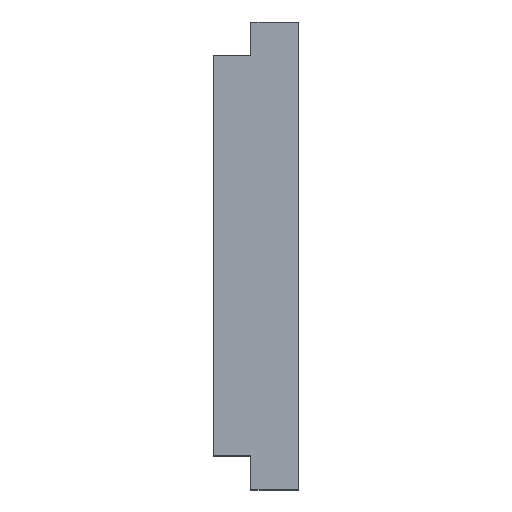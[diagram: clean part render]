
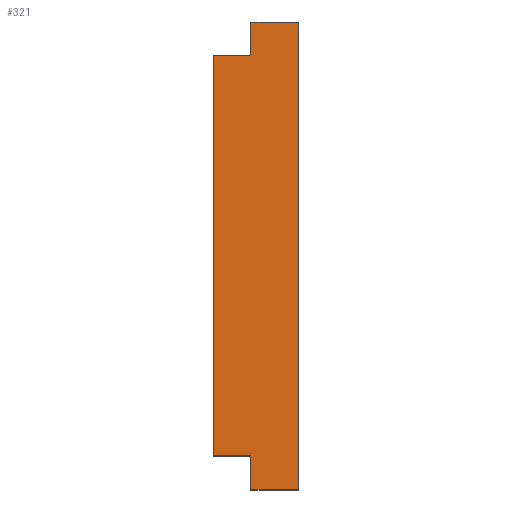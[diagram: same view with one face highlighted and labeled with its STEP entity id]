
A CAD part, top view. The second image highlights one B-rep face of the part: STEP entity #321.
In plain terms, the highlighted planar face has unit normal (0, 0, 1).
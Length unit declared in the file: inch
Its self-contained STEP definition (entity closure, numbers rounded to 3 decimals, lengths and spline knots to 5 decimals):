
#9 = DIRECTION ( 'NONE',  ( 1., 0., 0. ) ) ;
#23 = LINE ( 'NONE', #147, #725 ) ;
#51 = VECTOR ( 'NONE', #850, 39.37008 ) ;
#62 = CARTESIAN_POINT ( 'NONE',  ( -0.14, 1.375, 1.375 ) ) ;
#65 = LINE ( 'NONE', #482, #51 ) ;
#67 = EDGE_CURVE ( 'NONE', #205, #460, #65, .T. ) ;
#79 = DIRECTION ( 'NONE',  ( 1., 0., 0. ) ) ;
#111 = DIRECTION ( 'NONE',  ( 0., 0., 1. ) ) ;
#122 = EDGE_CURVE ( 'NONE', #460, #654, #702, .T. ) ;
#147 = CARTESIAN_POINT ( 'NONE',  ( 0., 0., 1.375 ) ) ;
#176 = EDGE_CURVE ( 'NONE', #318, #355, #179, .T. ) ;
#179 = LINE ( 'NONE', #229, #191 ) ;
#188 = EDGE_CURVE ( 'NONE', #654, #495, #239, .T. ) ;
#191 = VECTOR ( 'NONE', #9, 39.37008 ) ;
#205 = VERTEX_POINT ( 'NONE', #632 ) ;
#209 = EDGE_CURVE ( 'NONE', #311, #763, #423, .T. ) ;
#227 = VECTOR ( 'NONE', #688, 39.37008 ) ;
#229 = CARTESIAN_POINT ( 'NONE',  ( -0.25, 0.1, 1.375 ) ) ;
#233 = VECTOR ( 'NONE', #466, 39.37008 ) ;
#239 = LINE ( 'NONE', #285, #227 ) ;
#242 = PLANE ( 'NONE',  #360 ) ;
#251 = CARTESIAN_POINT ( 'NONE',  ( -0.14, 0.1, 1.375 ) ) ;
#274 = ORIENTED_EDGE ( 'NONE', *, *, #67, .T. ) ;
#285 = CARTESIAN_POINT ( 'NONE',  ( -0.14, 1.275, 1.375 ) ) ;
#311 = VERTEX_POINT ( 'NONE', #459 ) ;
#318 = VERTEX_POINT ( 'NONE', #406 ) ;
#321 = ADVANCED_FACE ( 'NONE', ( #704 ), #242, .T. ) ;
#355 = VERTEX_POINT ( 'NONE', #251 ) ;
#360 = AXIS2_PLACEMENT_3D ( 'NONE', #662, #111, #836 ) ;
#361 = DIRECTION ( 'NONE',  ( 0., -1., 0. ) ) ;
#364 = ORIENTED_EDGE ( 'NONE', *, *, #176, .T. ) ;
#378 = LINE ( 'NONE', #402, #233 ) ;
#398 = ORIENTED_EDGE ( 'NONE', *, *, #209, .T. ) ;
#402 = CARTESIAN_POINT ( 'NONE',  ( -0.25, 1.275, 1.375 ) ) ;
#406 = CARTESIAN_POINT ( 'NONE',  ( -0.25, 0.1, 1.375 ) ) ;
#407 = ORIENTED_EDGE ( 'NONE', *, *, #447, .T. ) ;
#408 = CARTESIAN_POINT ( 'NONE',  ( -0.25, 1.275, 1.375 ) ) ;
#423 = LINE ( 'NONE', #503, #455 ) ;
#426 = EDGE_CURVE ( 'NONE', #495, #318, #378, .T. ) ;
#432 = CARTESIAN_POINT ( 'NONE',  ( -0.14, 1.275, 1.375 ) ) ;
#447 = EDGE_CURVE ( 'NONE', #355, #311, #606, .T. ) ;
#455 = VECTOR ( 'NONE', #79, 39.37008 ) ;
#459 = CARTESIAN_POINT ( 'NONE',  ( -0.14, 0., 1.375 ) ) ;
#460 = VERTEX_POINT ( 'NONE', #671 ) ;
#466 = DIRECTION ( 'NONE',  ( 0., -1., 0. ) ) ;
#482 = CARTESIAN_POINT ( 'NONE',  ( 0., 1.375, 1.375 ) ) ;
#493 = ORIENTED_EDGE ( 'NONE', *, *, #188, .T. ) ;
#495 = VERTEX_POINT ( 'NONE', #408 ) ;
#503 = CARTESIAN_POINT ( 'NONE',  ( -0.14, 0., 1.375 ) ) ;
#505 = ORIENTED_EDGE ( 'NONE', *, *, #122, .T. ) ;
#526 = VECTOR ( 'NONE', #605, 39.37008 ) ;
#537 = ORIENTED_EDGE ( 'NONE', *, *, #624, .T. ) ;
#541 = EDGE_LOOP ( 'NONE', ( #398, #537, #274, #505, #493, #659, #364, #407 ) ) ;
#569 = DIRECTION ( 'NONE',  ( 0., 1., 0. ) ) ;
#605 = DIRECTION ( 'NONE',  ( 0., -1., 0. ) ) ;
#606 = LINE ( 'NONE', #839, #526 ) ;
#624 = EDGE_CURVE ( 'NONE', #763, #205, #23, .T. ) ;
#632 = CARTESIAN_POINT ( 'NONE',  ( 0., 1.375, 1.375 ) ) ;
#637 = CARTESIAN_POINT ( 'NONE',  ( 0., 0., 1.375 ) ) ;
#641 = VECTOR ( 'NONE', #361, 39.37008 ) ;
#654 = VERTEX_POINT ( 'NONE', #432 ) ;
#659 = ORIENTED_EDGE ( 'NONE', *, *, #426, .T. ) ;
#662 = CARTESIAN_POINT ( 'NONE',  ( 0., 0., 1.375 ) ) ;
#671 = CARTESIAN_POINT ( 'NONE',  ( -0.14, 1.375, 1.375 ) ) ;
#688 = DIRECTION ( 'NONE',  ( -1., 0., 0. ) ) ;
#702 = LINE ( 'NONE', #62, #641 ) ;
#704 = FACE_OUTER_BOUND ( 'NONE', #541, .T. ) ;
#725 = VECTOR ( 'NONE', #569, 39.37008 ) ;
#763 = VERTEX_POINT ( 'NONE', #637 ) ;
#836 = DIRECTION ( 'NONE',  ( 1., 0., 0. ) ) ;
#839 = CARTESIAN_POINT ( 'NONE',  ( -0.14, 0.1, 1.375 ) ) ;
#850 = DIRECTION ( 'NONE',  ( -1., 0., 0. ) ) ;
